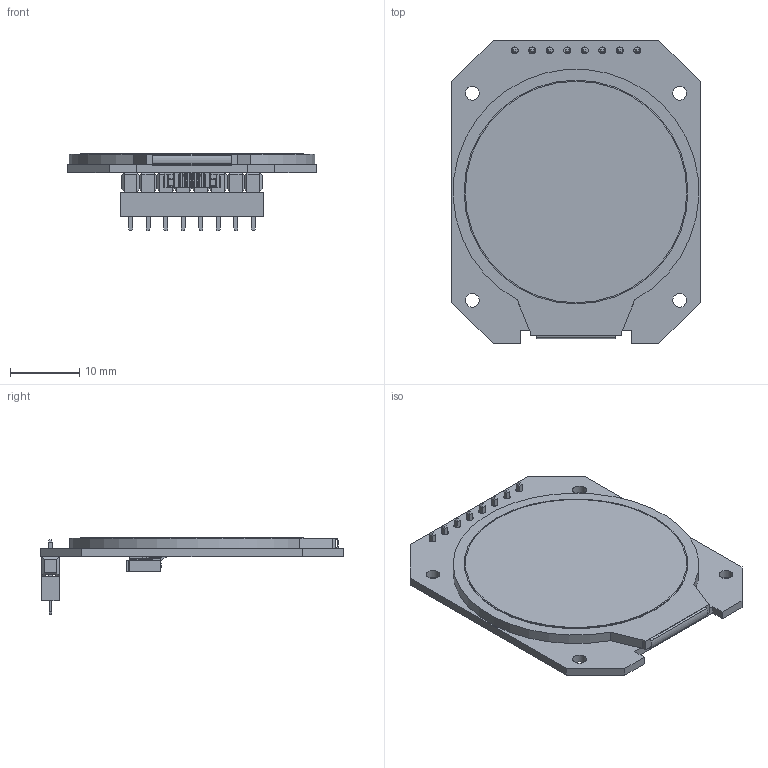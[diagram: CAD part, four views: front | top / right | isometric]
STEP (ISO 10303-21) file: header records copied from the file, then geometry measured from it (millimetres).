
FILE_DESCRIPTION(/* description */ (''),/* implementation_level */ '2;1');
FILE_NAME(/* name */ 'GC9A01 v1.step',/* time_stamp */ '2023-02-25T20:56:51+08:00',/* author */ (''),/* organization */ (''),/* preprocessor_version */ 'ST-DEVELOPER v19.2',/* originating_system */ 'Autodesk Translation Framework v11.17.0.187',/* authorisation */ '');
FILE_SCHEMA (('AUTOMOTIVE_DESIGN { 1 0 10303 214 3 1 1 }'));
Length unit declared in the file: millimetre
Products named in the file (8): GC9A01 v1 (1); Component2 (1); Header Socket 8-way v1; Pin Header 1x8 TH Pitch 2.54mm v1; FPC-8 v1 (1); Screen1; Screen2; Screen Body (1)
Assembly tree (7 placements, depth 2):
  GC9A01 v1 (1)
    Component2 (1)
    Header Socket 8-way v1
    Pin Header 1x8 TH Pitch 2.54mm v1
    FPC-8 v1 (1)
    Screen1
    Screen2
    Screen Body (1)
Bounding box: 36 x 44 x 11.17 mm (x, y, z)
Volume: 3704.6 mm3; surface area: 8671.6 mm2
Topology: 38 solids, 46 shells, 1075 faces, 2966 edges, 1917 vertices
Faces by surface type: plane 984, cylinder 90, torus 1
Full cylindrical faces by diameter (mm): 0.7 x2, 0.8 x2, 1 x8, 2 x4, 32.4 x1
Entity records: 33913 total; most frequent: CARTESIAN_POINT 5973, ORIENTED_EDGE 5876, DIRECTION 5365, EDGE_CURVE 2966, LINE 2747, VECTOR 2747, VERTEX_POINT 1917, AXIS2_PLACEMENT_3D 1309
